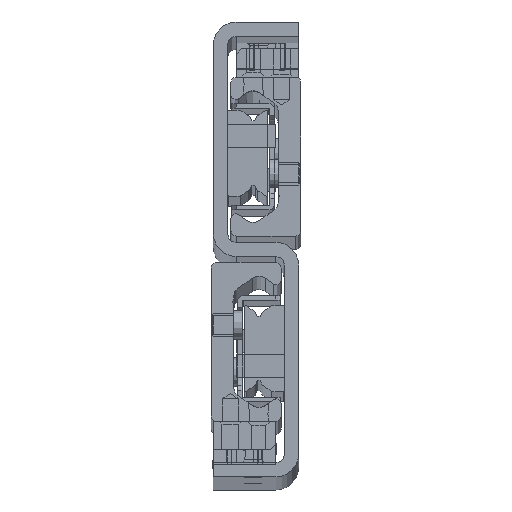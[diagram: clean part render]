
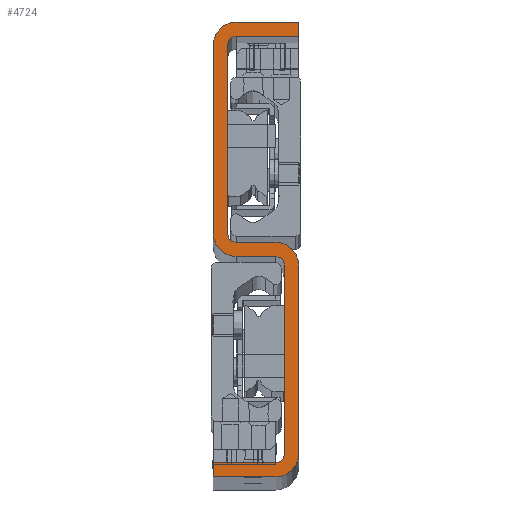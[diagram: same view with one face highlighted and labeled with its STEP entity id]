
A CAD part, top view. The second image highlights one B-rep face of the part: STEP entity #4724.
In plain terms, the highlighted planar face has unit normal (0, 0, 1).
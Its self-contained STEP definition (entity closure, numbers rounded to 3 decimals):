
#3726=CARTESIAN_POINT('',(15.0,80.0,1330.0));
#3727=VERTEX_POINT('',#3726);
#3728=CARTESIAN_POINT('',(15.0,77.5,1330.0));
#3729=VERTEX_POINT('',#3728);
#3730=CARTESIAN_POINT('',(15.0,80.0,1330.0));
#3731=DIRECTION('',(0.0,-1.0,0.0));
#3732=VECTOR('',#3731,2.5);
#3733=LINE('',#3730,#3732);
#3734=EDGE_CURVE('',#3727,#3729,#3733,.T.);
#3766=CARTESIAN_POINT('',(4.,77.5,1330.0));
#3767=VERTEX_POINT('',#3766);
#3768=CARTESIAN_POINT('',(15.0,77.5,1330.0));
#3769=DIRECTION('',(-1.0,0.0,0.0));
#3770=VECTOR('',#3769,11.);
#3771=LINE('',#3768,#3770);
#3772=EDGE_CURVE('',#3729,#3767,#3771,.T.);
#3824=CARTESIAN_POINT('',(2.5,76.0,1330.0));
#3825=VERTEX_POINT('',#3824);
#3826=CARTESIAN_POINT('',(4.,76.0,1330.0));
#3827=DIRECTION('',(0.0,0.0,1.0));
#3828=DIRECTION('',(0.0,-1.0,0.0));
#3829=AXIS2_PLACEMENT_3D('',#3826,#3827,#3828);
#3830=CIRCLE('',#3829,1.5);
#3831=EDGE_CURVE('',#3767,#3825,#3830,.T.);
#3857=CARTESIAN_POINT('',(2.5,42.75,1330.0));
#3858=VERTEX_POINT('',#3857);
#3859=CARTESIAN_POINT('',(2.5,76.0,1330.0));
#3860=DIRECTION('',(0.0,-1.0,0.0));
#3861=VECTOR('',#3860,33.25);
#3862=LINE('',#3859,#3861);
#3863=EDGE_CURVE('',#3825,#3858,#3862,.T.);
#3939=CARTESIAN_POINT('',(4.,41.25,1330.0));
#3940=VERTEX_POINT('',#3939);
#3941=CARTESIAN_POINT('',(4.,42.75,1330.0));
#3942=DIRECTION('',(0.0,0.0,1.0));
#3943=DIRECTION('',(1.0,0.0,0.0));
#3944=AXIS2_PLACEMENT_3D('',#3941,#3942,#3943);
#3945=CIRCLE('',#3944,1.5);
#3946=EDGE_CURVE('',#3858,#3940,#3945,.T.);
#3972=CARTESIAN_POINT('',(11.,41.25,1330.0));
#3973=VERTEX_POINT('',#3972);
#3974=CARTESIAN_POINT('',(4.,41.25,1330.0));
#3975=DIRECTION('',(1.0,0.0,0.0));
#3976=VECTOR('',#3975,7.);
#3977=LINE('',#3974,#3976);
#3978=EDGE_CURVE('',#3940,#3973,#3977,.T.);
#4003=CARTESIAN_POINT('',(15.,37.25,1330.0));
#4004=VERTEX_POINT('',#4003);
#4005=CARTESIAN_POINT('',(11.,37.25,1330.0));
#4006=DIRECTION('',(0.0,0.0,-1.0));
#4007=DIRECTION('',(1.0,0.0,0.0));
#4008=AXIS2_PLACEMENT_3D('',#4005,#4006,#4007);
#4009=CIRCLE('',#4008,4.0);
#4010=EDGE_CURVE('',#3973,#4004,#4009,.T.);
#4036=CARTESIAN_POINT('',(15.,4.,1330.0));
#4037=VERTEX_POINT('',#4036);
#4038=CARTESIAN_POINT('',(15.,37.25,1330.0));
#4039=DIRECTION('',(0.0,-1.0,0.0));
#4040=VECTOR('',#4039,33.25);
#4041=LINE('',#4038,#4040);
#4042=EDGE_CURVE('',#4004,#4037,#4041,.T.);
#4118=CARTESIAN_POINT('',(11.0,0.,1330.0));
#4119=VERTEX_POINT('',#4118);
#4120=CARTESIAN_POINT('',(11.,4.,1330.0));
#4121=DIRECTION('',(0.0,0.0,-1.0));
#4122=DIRECTION('',(0.,-1.,0.0));
#4123=AXIS2_PLACEMENT_3D('',#4120,#4121,#4122);
#4124=CIRCLE('',#4123,4.);
#4125=EDGE_CURVE('',#4037,#4119,#4124,.T.);
#4151=CARTESIAN_POINT('',(0.0,0.0,1330.0));
#4152=VERTEX_POINT('',#4151);
#4153=CARTESIAN_POINT('',(11.0,0.,1330.0));
#4154=DIRECTION('',(-1.0,0.0,0.0));
#4155=VECTOR('',#4154,11.0);
#4156=LINE('',#4153,#4155);
#4157=EDGE_CURVE('',#4119,#4152,#4156,.T.);
#4209=CARTESIAN_POINT('',(0.0,2.5,1330.0));
#4210=VERTEX_POINT('',#4209);
#4211=CARTESIAN_POINT('',(0.0,0.0,1330.0));
#4212=DIRECTION('',(0.0,1.0,0.0));
#4213=VECTOR('',#4212,2.5);
#4214=LINE('',#4211,#4213);
#4215=EDGE_CURVE('',#4152,#4210,#4214,.T.);
#4240=CARTESIAN_POINT('',(11.,2.5,1330.0));
#4241=VERTEX_POINT('',#4240);
#4242=CARTESIAN_POINT('',(0.0,2.5,1330.0));
#4243=DIRECTION('',(1.0,0.0,0.0));
#4244=VECTOR('',#4243,11.);
#4245=LINE('',#4242,#4244);
#4246=EDGE_CURVE('',#4210,#4241,#4245,.T.);
#4298=CARTESIAN_POINT('',(12.5,4.0,1330.0));
#4299=VERTEX_POINT('',#4298);
#4300=CARTESIAN_POINT('',(11.,4.0,1330.0));
#4301=DIRECTION('',(0.0,0.0,1.0));
#4302=DIRECTION('',(0.0,1.0,0.0));
#4303=AXIS2_PLACEMENT_3D('',#4300,#4301,#4302);
#4304=CIRCLE('',#4303,1.5);
#4305=EDGE_CURVE('',#4241,#4299,#4304,.T.);
#4331=CARTESIAN_POINT('',(12.5,37.25,1330.0));
#4332=VERTEX_POINT('',#4331);
#4333=CARTESIAN_POINT('',(12.5,4.0,1330.0));
#4334=DIRECTION('',(0.0,1.0,0.0));
#4335=VECTOR('',#4334,33.25);
#4336=LINE('',#4333,#4335);
#4337=EDGE_CURVE('',#4299,#4332,#4336,.T.);
#4413=CARTESIAN_POINT('',(11.,38.75,1330.0));
#4414=VERTEX_POINT('',#4413);
#4415=CARTESIAN_POINT('',(11.,37.25,1330.0));
#4416=DIRECTION('',(0.0,0.0,1.0));
#4417=DIRECTION('',(-1.0,0.0,0.0));
#4418=AXIS2_PLACEMENT_3D('',#4415,#4416,#4417);
#4419=CIRCLE('',#4418,1.5);
#4420=EDGE_CURVE('',#4332,#4414,#4419,.T.);
#4446=CARTESIAN_POINT('',(4.,38.75,1330.0));
#4447=VERTEX_POINT('',#4446);
#4448=CARTESIAN_POINT('',(11.,38.75,1330.0));
#4449=DIRECTION('',(-1.0,0.0,0.0));
#4450=VECTOR('',#4449,7.);
#4451=LINE('',#4448,#4450);
#4452=EDGE_CURVE('',#4414,#4447,#4451,.T.);
#4477=CARTESIAN_POINT('',(0.0,42.75,1330.0));
#4478=VERTEX_POINT('',#4477);
#4479=CARTESIAN_POINT('',(4.,42.75,1330.0));
#4480=DIRECTION('',(0.0,0.0,-1.0));
#4481=DIRECTION('',(-1.0,0.0,0.0));
#4482=AXIS2_PLACEMENT_3D('',#4479,#4480,#4481);
#4483=CIRCLE('',#4482,4.);
#4484=EDGE_CURVE('',#4447,#4478,#4483,.T.);
#4510=CARTESIAN_POINT('',(0.0,76.0,1330.0));
#4511=VERTEX_POINT('',#4510);
#4512=CARTESIAN_POINT('',(0.0,42.75,1330.0));
#4513=DIRECTION('',(0.0,1.0,0.0));
#4514=VECTOR('',#4513,33.25);
#4515=LINE('',#4512,#4514);
#4516=EDGE_CURVE('',#4478,#4511,#4515,.T.);
#4592=CARTESIAN_POINT('',(4.,80.0,1330.0));
#4593=VERTEX_POINT('',#4592);
#4594=CARTESIAN_POINT('',(4.,76.0,1330.0));
#4595=DIRECTION('',(0.0,0.0,-1.0));
#4596=DIRECTION('',(0.0,1.0,0.0));
#4597=AXIS2_PLACEMENT_3D('',#4594,#4595,#4596);
#4598=CIRCLE('',#4597,4.0);
#4599=EDGE_CURVE('',#4511,#4593,#4598,.T.);
#4625=CARTESIAN_POINT('',(4.,80.0,1330.0));
#4626=DIRECTION('',(1.0,0.0,0.0));
#4627=VECTOR('',#4626,11.);
#4628=LINE('',#4625,#4627);
#4629=EDGE_CURVE('',#4593,#3727,#4628,.T.);
#4697=CARTESIAN_POINT('',(7.5,40.,1330.0));
#4698=DIRECTION('',(0.0,0.0,1.0));
#4699=DIRECTION('',(1.0,0.0,0.0));
#4700=AXIS2_PLACEMENT_3D('',#4697,#4698,#4699);
#4701=PLANE('',#4700);
#4702=ORIENTED_EDGE('',*,*,#3734,.F.);
#4703=ORIENTED_EDGE('',*,*,#4629,.F.);
#4704=ORIENTED_EDGE('',*,*,#4599,.F.);
#4705=ORIENTED_EDGE('',*,*,#4516,.F.);
#4706=ORIENTED_EDGE('',*,*,#4484,.F.);
#4707=ORIENTED_EDGE('',*,*,#4452,.F.);
#4708=ORIENTED_EDGE('',*,*,#4420,.F.);
#4709=ORIENTED_EDGE('',*,*,#4337,.F.);
#4710=ORIENTED_EDGE('',*,*,#4305,.F.);
#4711=ORIENTED_EDGE('',*,*,#4246,.F.);
#4712=ORIENTED_EDGE('',*,*,#4215,.F.);
#4713=ORIENTED_EDGE('',*,*,#4157,.F.);
#4714=ORIENTED_EDGE('',*,*,#4125,.F.);
#4715=ORIENTED_EDGE('',*,*,#4042,.F.);
#4716=ORIENTED_EDGE('',*,*,#4010,.F.);
#4717=ORIENTED_EDGE('',*,*,#3978,.F.);
#4718=ORIENTED_EDGE('',*,*,#3946,.F.);
#4719=ORIENTED_EDGE('',*,*,#3863,.F.);
#4720=ORIENTED_EDGE('',*,*,#3831,.F.);
#4721=ORIENTED_EDGE('',*,*,#3772,.F.);
#4722=EDGE_LOOP('',(#4702,#4703,#4704,#4705,#4706,#4707,#4708,#4709,#4710,#4711,#4712,#4713,#4714,#4715,#4716,#4717,#4718,#4719,#4720,#4721));
#4723=FACE_OUTER_BOUND('',#4722,.T.);
#4724=ADVANCED_FACE('',(#4723),#4701,.T.);
